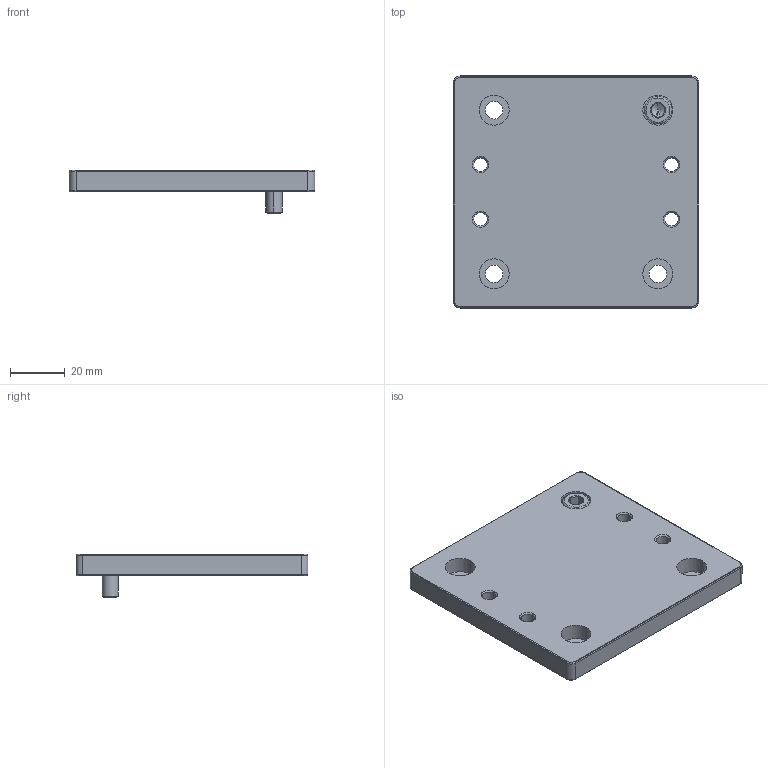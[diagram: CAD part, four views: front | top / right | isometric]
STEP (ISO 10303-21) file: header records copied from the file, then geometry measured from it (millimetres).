
FILE_DESCRIPTION(('STEP AP214'),'1');
FILE_NAME('Platine01.stp','2016-09-04T16:57:17',(' '),(' '),'Spatial InterOp 3D',' ',' ');
FILE_SCHEMA(('automotive_design'));
Length unit declared in the file: metre
Products named in the file (7): 1; 2; 3; 4; 5; 6; 7
Bounding box: 90 x 85 x 16 mm (x, y, z)
Volume: 58595.3 mm3; surface area: 20286.6 mm2
Topology: 2 solids, 12 shells, 123 faces, 306 edges, 201 vertices
Faces by surface type: cylinder 58, plane 25, torus 22, cone 18
Entity records: 4915 total; most frequent: DIRECTION 734, CARTESIAN_POINT 689, ORIENTED_EDGE 568, AXIS2_PLACEMENT_3D 306, EDGE_CURVE 304, VERTEX_POINT 201, CIRCLE 176, EDGE_LOOP 145
